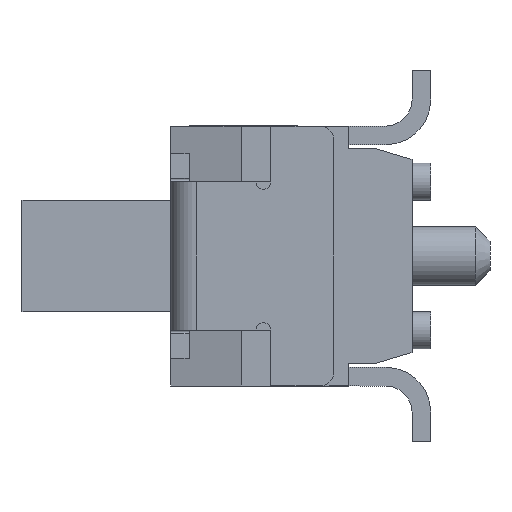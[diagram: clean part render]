
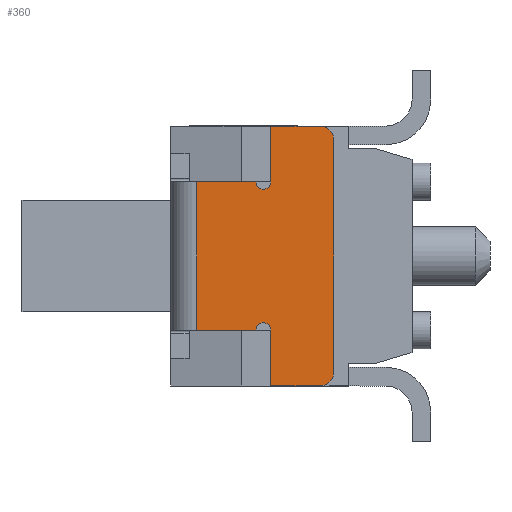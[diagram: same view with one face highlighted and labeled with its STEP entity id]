
A CAD part, left-side view. The second image highlights one B-rep face of the part: STEP entity #360.
In plain terms, the highlighted planar face has unit normal (-1, 0, 0).
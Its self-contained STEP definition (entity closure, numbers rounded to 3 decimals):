
#193 = DIRECTION ( 'NONE',  ( -1., 0., 0. ) ) ;
#196 = AXIS2_PLACEMENT_3D ( 'NONE', #4843, #3166, #5612 ) ;
#203 = LINE ( 'NONE', #1989, #3009 ) ;
#261 = CARTESIAN_POINT ( 'NONE',  ( -4.25, 0., 0. ) ) ;
#360 = ADVANCED_FACE ( 'NONE', ( #2835 ), #7079, .F. ) ;
#403 = CARTESIAN_POINT ( 'NONE',  ( -4.25, 2.15, -1. ) ) ;
#409 = ORIENTED_EDGE ( 'NONE', *, *, #2886, .F. ) ;
#450 = CARTESIAN_POINT ( 'NONE',  ( -4.25, 2.35, 1. ) ) ;
#469 = CARTESIAN_POINT ( 'NONE',  ( -4.25, 2.35, -1. ) ) ;
#539 = DIRECTION ( 'NONE',  ( 0., -1., 0. ) ) ;
#608 = CARTESIAN_POINT ( 'NONE',  ( -4.25, 2.25, 1. ) ) ;
#716 = DIRECTION ( 'NONE',  ( 0., 0., 1. ) ) ;
#717 = DIRECTION ( 'NONE',  ( 0., 0., 1. ) ) ;
#858 = DIRECTION ( 'NONE',  ( 0., 1., 0. ) ) ;
#987 = VECTOR ( 'NONE', #7508, 1000. ) ;
#1058 = ORIENTED_EDGE ( 'NONE', *, *, #7246, .F. ) ;
#1101 = VECTOR ( 'NONE', #5099, 1000. ) ;
#1229 = DIRECTION ( 'NONE',  ( 0., -1., 0. ) ) ;
#1235 = CARTESIAN_POINT ( 'NONE',  ( -4.25, 1.3, 1.55 ) ) ;
#1460 = EDGE_CURVE ( 'NONE', #2056, #3664, #2349, .T. ) ;
#1474 = ORIENTED_EDGE ( 'NONE', *, *, #7209, .T. ) ;
#1488 = ORIENTED_EDGE ( 'NONE', *, *, #7238, .F. ) ;
#1516 = DIRECTION ( 'NONE',  ( 0., 1., 0. ) ) ;
#1605 = DIRECTION ( 'NONE',  ( 1., 0., 0. ) ) ;
#1611 = ORIENTED_EDGE ( 'NONE', *, *, #5734, .F. ) ;
#1676 = VERTEX_POINT ( 'NONE', #2680 ) ;
#1842 = VERTEX_POINT ( 'NONE', #450 ) ;
#1989 = CARTESIAN_POINT ( 'NONE',  ( -4.25, 2.15, 0. ) ) ;
#2056 = VERTEX_POINT ( 'NONE', #403 ) ;
#2185 = CARTESIAN_POINT ( 'NONE',  ( -4.25, 1.5, -1.75 ) ) ;
#2223 = CARTESIAN_POINT ( 'NONE',  ( -4.25, 1.5, 1.75 ) ) ;
#2303 = DIRECTION ( 'NONE',  ( -1., 0., 0. ) ) ;
#2349 = CIRCLE ( 'NONE', #196, 0.1 ) ;
#2382 = VERTEX_POINT ( 'NONE', #3381 ) ;
#2468 = ORIENTED_EDGE ( 'NONE', *, *, #1460, .F. ) ;
#2534 = EDGE_CURVE ( 'NONE', #6191, #2056, #6540, .T. ) ;
#2680 = CARTESIAN_POINT ( 'NONE',  ( -4.25, 1.3, -1.55 ) ) ;
#2835 = FACE_OUTER_BOUND ( 'NONE', #5058, .T. ) ;
#2841 = VECTOR ( 'NONE', #4771, 1000. ) ;
#2870 = CIRCLE ( 'NONE', #7345, 0.2 ) ;
#2886 = EDGE_CURVE ( 'NONE', #1842, #5443, #4622, .T. ) ;
#2975 = VERTEX_POINT ( 'NONE', #6318 ) ;
#3009 = VECTOR ( 'NONE', #717, 1000. ) ;
#3132 = VECTOR ( 'NONE', #7422, 1000. ) ;
#3166 = DIRECTION ( 'NONE',  ( -1., 0., 0. ) ) ;
#3249 = CARTESIAN_POINT ( 'NONE',  ( -4.25, 1.3, 0. ) ) ;
#3331 = ORIENTED_EDGE ( 'NONE', *, *, #3472, .F. ) ;
#3381 = CARTESIAN_POINT ( 'NONE',  ( -4.25, 3.15, 1. ) ) ;
#3390 = CIRCLE ( 'NONE', #7353, 0.2 ) ;
#3420 = VECTOR ( 'NONE', #539, 1000. ) ;
#3421 = CARTESIAN_POINT ( 'NONE',  ( -4.25, 2.15, 0. ) ) ;
#3464 = EDGE_CURVE ( 'NONE', #2382, #1842, #4944, .T. ) ;
#3472 = EDGE_CURVE ( 'NONE', #5443, #5453, #203, .T. ) ;
#3492 = LINE ( 'NONE', #4806, #3420 ) ;
#3636 = VERTEX_POINT ( 'NONE', #2185 ) ;
#3664 = VERTEX_POINT ( 'NONE', #469 ) ;
#3740 = CARTESIAN_POINT ( 'NONE',  ( -4.25, 1.5, 1.55 ) ) ;
#3804 = VECTOR ( 'NONE', #1516, 1000. ) ;
#3855 = CARTESIAN_POINT ( 'NONE',  ( -4.25, 0., -1.75 ) ) ;
#3963 = AXIS2_PLACEMENT_3D ( 'NONE', #261, #1605, #858 ) ;
#4124 = VECTOR ( 'NONE', #716, 1000. ) ;
#4311 = VERTEX_POINT ( 'NONE', #1235 ) ;
#4456 = DIRECTION ( 'NONE',  ( 0., -1., 0. ) ) ;
#4476 = EDGE_CURVE ( 'NONE', #2975, #2382, #7389, .T. ) ;
#4501 = CARTESIAN_POINT ( 'NONE',  ( -4.25, 2.25, -1. ) ) ;
#4622 = CIRCLE ( 'NONE', #5264, 0.1 ) ;
#4771 = DIRECTION ( 'NONE',  ( 0., 0., 1. ) ) ;
#4806 = CARTESIAN_POINT ( 'NONE',  ( -4.25, 0., 1.75 ) ) ;
#4829 = CARTESIAN_POINT ( 'NONE',  ( -4.25, 2.15, 1.75 ) ) ;
#4843 = CARTESIAN_POINT ( 'NONE',  ( -4.25, 2.25, -1. ) ) ;
#4901 = CARTESIAN_POINT ( 'NONE',  ( -4.25, 3.15, 1. ) ) ;
#4944 = LINE ( 'NONE', #6140, #987 ) ;
#4951 = ORIENTED_EDGE ( 'NONE', *, *, #6296, .F. ) ;
#4977 = LINE ( 'NONE', #3249, #1101 ) ;
#5058 = EDGE_LOOP ( 'NONE', ( #1611, #2468, #5325, #1058, #5832, #1488, #1474, #4951, #3331, #409, #6251, #6715 ) ) ;
#5099 = DIRECTION ( 'NONE',  ( 0., 0., -1. ) ) ;
#5264 = AXIS2_PLACEMENT_3D ( 'NONE', #608, #6003, #7160 ) ;
#5325 = ORIENTED_EDGE ( 'NONE', *, *, #2534, .F. ) ;
#5443 = VERTEX_POINT ( 'NONE', #6597 ) ;
#5453 = VERTEX_POINT ( 'NONE', #4829 ) ;
#5612 = DIRECTION ( 'NONE',  ( 0., -1., 0. ) ) ;
#5734 = EDGE_CURVE ( 'NONE', #3664, #2975, #7545, .T. ) ;
#5754 = VERTEX_POINT ( 'NONE', #2223 ) ;
#5832 = ORIENTED_EDGE ( 'NONE', *, *, #7048, .T. ) ;
#6003 = DIRECTION ( 'NONE',  ( -1., 0., 0. ) ) ;
#6140 = CARTESIAN_POINT ( 'NONE',  ( -4.25, 3.25, 1. ) ) ;
#6191 = VERTEX_POINT ( 'NONE', #6295 ) ;
#6251 = ORIENTED_EDGE ( 'NONE', *, *, #3464, .F. ) ;
#6295 = CARTESIAN_POINT ( 'NONE',  ( -4.25, 2.15, -1.75 ) ) ;
#6296 = EDGE_CURVE ( 'NONE', #5453, #5754, #3492, .T. ) ;
#6318 = CARTESIAN_POINT ( 'NONE',  ( -4.25, 3.15, -1. ) ) ;
#6540 = LINE ( 'NONE', #3421, #2841 ) ;
#6597 = CARTESIAN_POINT ( 'NONE',  ( -4.25, 2.15, 1. ) ) ;
#6715 = ORIENTED_EDGE ( 'NONE', *, *, #4476, .F. ) ;
#6820 = LINE ( 'NONE', #3855, #3132 ) ;
#7048 = EDGE_CURVE ( 'NONE', #3636, #1676, #2870, .T. ) ;
#7079 = PLANE ( 'NONE',  #3963 ) ;
#7160 = DIRECTION ( 'NONE',  ( 0., -1., 0. ) ) ;
#7209 = EDGE_CURVE ( 'NONE', #4311, #5754, #3390, .T. ) ;
#7238 = EDGE_CURVE ( 'NONE', #4311, #1676, #4977, .T. ) ;
#7246 = EDGE_CURVE ( 'NONE', #3636, #6191, #6820, .T. ) ;
#7340 = CARTESIAN_POINT ( 'NONE',  ( -4.25, 1.5, -1.55 ) ) ;
#7345 = AXIS2_PLACEMENT_3D ( 'NONE', #7340, #2303, #1229 ) ;
#7353 = AXIS2_PLACEMENT_3D ( 'NONE', #3740, #193, #4456 ) ;
#7389 = LINE ( 'NONE', #4901, #4124 ) ;
#7422 = DIRECTION ( 'NONE',  ( 0., 1., 0. ) ) ;
#7508 = DIRECTION ( 'NONE',  ( 0., -1., 0. ) ) ;
#7545 = LINE ( 'NONE', #4501, #3804 ) ;
